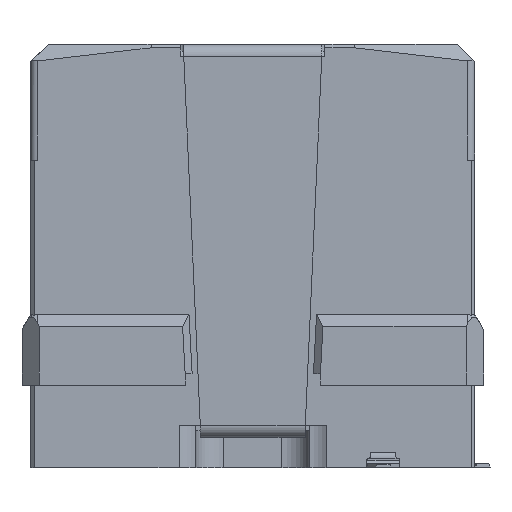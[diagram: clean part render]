
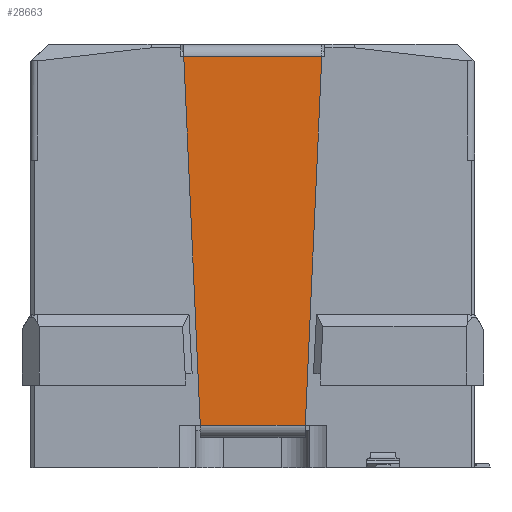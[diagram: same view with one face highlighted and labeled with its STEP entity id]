
A CAD part, left-side view. The second image highlights one B-rep face of the part: STEP entity #28663.
In plain terms, the highlighted planar face has unit normal (-1, 0, 0).
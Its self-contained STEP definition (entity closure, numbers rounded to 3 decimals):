
#396 = CARTESIAN_POINT ( 'NONE',  ( -7.75, 5.231, 1.21 ) ) ;
#578 = VERTEX_POINT ( 'NONE', #24376 ) ;
#2390 = VERTEX_POINT ( 'NONE', #33074 ) ;
#2426 = ORIENTED_EDGE ( 'NONE', *, *, #27894, .T. ) ;
#2458 = EDGE_CURVE ( 'NONE', #21002, #21326, #38429, .T. ) ;
#2481 = VERTEX_POINT ( 'NONE', #33976 ) ;
#2667 = VECTOR ( 'NONE', #3508, 1000. ) ;
#3163 = VECTOR ( 'NONE', #16245, 1000. ) ;
#3508 = DIRECTION ( 'NONE',  ( 0., 1., 0. ) ) ;
#3739 = DIRECTION ( 'NONE',  ( 0., 0., 1. ) ) ;
#3901 = EDGE_CURVE ( 'NONE', #578, #2481, #14015, .T. ) ;
#4784 = ORIENTED_EDGE ( 'NONE', *, *, #34106, .F. ) ;
#5365 = EDGE_CURVE ( 'NONE', #20482, #21002, #23465, .T. ) ;
#7097 = AXIS2_PLACEMENT_3D ( 'NONE', #15907, #10267, #3739 ) ;
#10267 = DIRECTION ( 'NONE',  ( 1., 0., 0. ) ) ;
#10763 = LINE ( 'NONE', #15931, #2667 ) ;
#14008 = DIRECTION ( 'NONE',  ( 0., -0.045, -0.999 ) ) ;
#14015 = LINE ( 'NONE', #24760, #36400 ) ;
#14602 = LINE ( 'NONE', #16650, #3163 ) ;
#14983 = DIRECTION ( 'NONE',  ( 0., 0.045, 0.999 ) ) ;
#15019 = CARTESIAN_POINT ( 'NONE',  ( -7.75, 5.704, 11.76 ) ) ;
#15907 = CARTESIAN_POINT ( 'NONE',  ( -7.75, 0.98, 7.874 ) ) ;
#15931 = CARTESIAN_POINT ( 'NONE',  ( -7.75, 0.98, 11.76 ) ) ;
#15996 = FACE_OUTER_BOUND ( 'NONE', #25709, .T. ) ;
#16245 = DIRECTION ( 'NONE',  ( 0., 0.045, -0.999 ) ) ;
#16413 = DIRECTION ( 'NONE',  ( 0., 1., 0. ) ) ;
#16443 = VERTEX_POINT ( 'NONE', #15019 ) ;
#16650 = CARTESIAN_POINT ( 'NONE',  ( -7.75, 1.756, 11.76 ) ) ;
#18826 = CARTESIAN_POINT ( 'NONE',  ( -7.75, 1.756, 11.76 ) ) ;
#18850 = PLANE ( 'NONE',  #7097 ) ;
#20482 = VERTEX_POINT ( 'NONE', #29401 ) ;
#21002 = VERTEX_POINT ( 'NONE', #27746 ) ;
#21048 = CARTESIAN_POINT ( 'NONE',  ( -7.75, 5.403, 5.044 ) ) ;
#21326 = VERTEX_POINT ( 'NONE', #21048 ) ;
#21349 = DIRECTION ( 'NONE',  ( 0., -0.045, 0.999 ) ) ;
#21779 = DIRECTION ( 'NONE',  ( 0., 0.045, -0.999 ) ) ;
#22753 = VECTOR ( 'NONE', #14008, 1000. ) ;
#23465 = LINE ( 'NONE', #31319, #30623 ) ;
#24227 = ORIENTED_EDGE ( 'NONE', *, *, #27212, .T. ) ;
#24376 = CARTESIAN_POINT ( 'NONE',  ( -7.75, 2.057, 5.044 ) ) ;
#24760 = CARTESIAN_POINT ( 'NONE',  ( -7.75, 1.928, 7.917 ) ) ;
#25216 = ORIENTED_EDGE ( 'NONE', *, *, #2458, .F. ) ;
#25679 = ORIENTED_EDGE ( 'NONE', *, *, #29918, .F. ) ;
#25709 = EDGE_LOOP ( 'NONE', ( #24227, #25216, #26331, #25679, #28566, #31581, #2426, #4784 ) ) ;
#26331 = ORIENTED_EDGE ( 'NONE', *, *, #5365, .F. ) ;
#27212 = EDGE_CURVE ( 'NONE', #2390, #21326, #31824, .T. ) ;
#27213 = CARTESIAN_POINT ( 'NONE',  ( -7.75, 5.53, 7.874 ) ) ;
#27542 = EDGE_CURVE ( 'NONE', #32371, #2481, #14602, .T. ) ;
#27746 = CARTESIAN_POINT ( 'NONE',  ( -7.75, 5.231, 1.21 ) ) ;
#27894 = EDGE_CURVE ( 'NONE', #32371, #16443, #10763, .T. ) ;
#28017 = CARTESIAN_POINT ( 'NONE',  ( -7.75, 2.057, 5.044 ) ) ;
#28566 = ORIENTED_EDGE ( 'NONE', *, *, #3901, .T. ) ;
#28663 = ADVANCED_FACE ( 'NONE', ( #15996 ), #18850, .F. ) ;
#29401 = CARTESIAN_POINT ( 'NONE',  ( -7.75, 2.229, 1.21 ) ) ;
#29918 = EDGE_CURVE ( 'NONE', #578, #20482, #35894, .T. ) ;
#30623 = VECTOR ( 'NONE', #16413, 1000. ) ;
#31319 = CARTESIAN_POINT ( 'NONE',  ( -7.75, 0.98, 1.21 ) ) ;
#31581 = ORIENTED_EDGE ( 'NONE', *, *, #27542, .F. ) ;
#31824 = LINE ( 'NONE', #38115, #22753 ) ;
#32371 = VERTEX_POINT ( 'NONE', #18826 ) ;
#33074 = CARTESIAN_POINT ( 'NONE',  ( -7.75, 5.53, 7.874 ) ) ;
#33721 = VECTOR ( 'NONE', #14983, 1000. ) ;
#33976 = CARTESIAN_POINT ( 'NONE',  ( -7.75, 1.93, 7.874 ) ) ;
#34106 = EDGE_CURVE ( 'NONE', #2390, #16443, #38478, .T. ) ;
#34107 = DIRECTION ( 'NONE',  ( 0., 0.045, 0.999 ) ) ;
#34951 = VECTOR ( 'NONE', #21779, 1000. ) ;
#35894 = LINE ( 'NONE', #28017, #34951 ) ;
#36400 = VECTOR ( 'NONE', #21349, 1000. ) ;
#38115 = CARTESIAN_POINT ( 'NONE',  ( -7.75, 5.521, 7.67 ) ) ;
#38429 = LINE ( 'NONE', #396, #39419 ) ;
#38478 = LINE ( 'NONE', #27213, #33721 ) ;
#39419 = VECTOR ( 'NONE', #34107, 1000. ) ;
